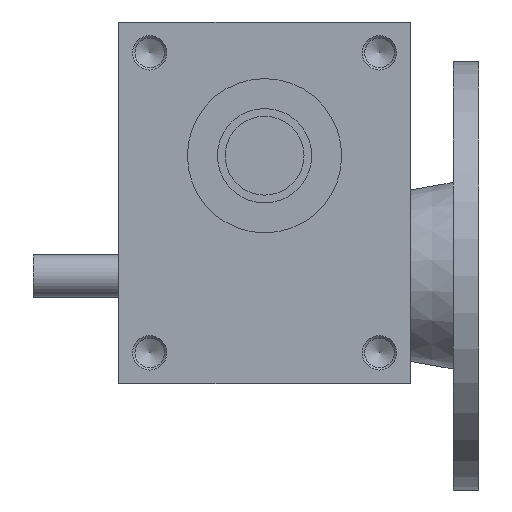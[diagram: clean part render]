
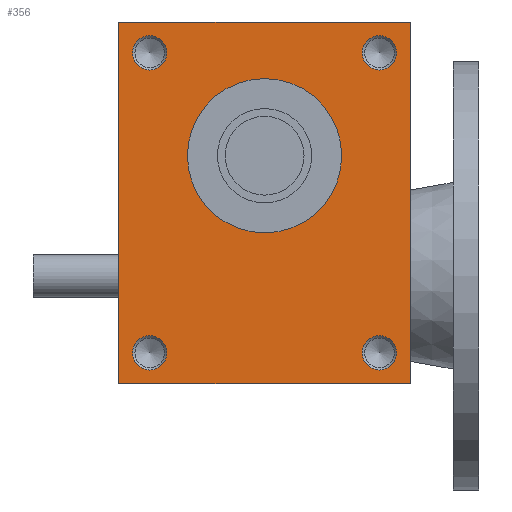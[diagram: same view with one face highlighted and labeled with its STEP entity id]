
A CAD part, front view. The second image highlights one B-rep face of the part: STEP entity #356.
In plain terms, the highlighted planar face has unit normal (0, -1, 0).
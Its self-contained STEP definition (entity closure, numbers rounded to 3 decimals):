
#356 = ADVANCED_FACE( '', ( #836, #837, #838, #839, #840, #841 ), #842, .F. );
#836 = FACE_BOUND( '', #1559, .T. );
#837 = FACE_BOUND( '', #1560, .T. );
#838 = FACE_BOUND( '', #1561, .T. );
#839 = FACE_BOUND( '', #1562, .T. );
#840 = FACE_BOUND( '', #1563, .T. );
#841 = FACE_OUTER_BOUND( '', #1564, .T. );
#842 = PLANE( '', #1565 );
#1559 = EDGE_LOOP( '', ( #2406 ) );
#1560 = EDGE_LOOP( '', ( #2407 ) );
#1561 = EDGE_LOOP( '', ( #2408 ) );
#1562 = EDGE_LOOP( '', ( #2409 ) );
#1563 = EDGE_LOOP( '', ( #2410 ) );
#1564 = EDGE_LOOP( '', ( #2411, #2412, #2413, #2414 ) );
#1565 = AXIS2_PLACEMENT_3D( '', #2415, #2416, #2417 );
#2406 = ORIENTED_EDGE( '', *, *, #3900, .F. );
#2407 = ORIENTED_EDGE( '', *, *, #3901, .F. );
#2408 = ORIENTED_EDGE( '', *, *, #3902, .F. );
#2409 = ORIENTED_EDGE( '', *, *, #3787, .F. );
#2410 = ORIENTED_EDGE( '', *, *, #3903, .T. );
#2411 = ORIENTED_EDGE( '', *, *, #3904, .T. );
#2412 = ORIENTED_EDGE( '', *, *, #3905, .F. );
#2413 = ORIENTED_EDGE( '', *, *, #3906, .F. );
#2414 = ORIENTED_EDGE( '', *, *, #3907, .T. );
#2415 = CARTESIAN_POINT( '', ( -85., -75., 105.5 ) );
#2416 = DIRECTION( '', ( 0., 1., 0. ) );
#2417 = DIRECTION( '', ( 0., 0., 1. ) );
#3787 = EDGE_CURVE( '', #4401, #4401, #4402, .T. );
#3900 = EDGE_CURVE( '', #4611, #4611, #4612, .T. );
#3901 = EDGE_CURVE( '', #4613, #4613, #4614, .T. );
#3902 = EDGE_CURVE( '', #4615, #4615, #4616, .T. );
#3903 = EDGE_CURVE( '', #4617, #4617, #4618, .T. );
#3904 = EDGE_CURVE( '', #4619, #4620, #4621, .T. );
#3905 = EDGE_CURVE( '', #4622, #4620, #4623, .T. );
#3906 = EDGE_CURVE( '', #4624, #4622, #4625, .T. );
#3907 = EDGE_CURVE( '', #4624, #4619, #4626, .T. );
#4401 = VERTEX_POINT( '', #5278 );
#4402 = CIRCLE( '', #5279, 10. );
#4611 = VERTEX_POINT( '', #5557 );
#4612 = CIRCLE( '', #5558, 10. );
#4613 = VERTEX_POINT( '', #5559 );
#4614 = CIRCLE( '', #5560, 10. );
#4615 = VERTEX_POINT( '', #5561 );
#4616 = CIRCLE( '', #5562, 10. );
#4617 = VERTEX_POINT( '', #5563 );
#4618 = CIRCLE( '', #5564, 45. );
#4619 = VERTEX_POINT( '', #5565 );
#4620 = VERTEX_POINT( '', #5566 );
#4621 = LINE( '', #5567, #5568 );
#4622 = VERTEX_POINT( '', #5569 );
#4623 = LINE( '', #5570, #5571 );
#4624 = VERTEX_POINT( '', #5572 );
#4625 = LINE( '', #5573, #5574 );
#4626 = LINE( '', #5575, #5576 );
#5278 = CARTESIAN_POINT( '', ( 67., -75., -97.5 ) );
#5279 = AXIS2_PLACEMENT_3D( '', #6407, #6408, #6409 );
#5557 = CARTESIAN_POINT( '', ( -67., -75., -97.5 ) );
#5558 = AXIS2_PLACEMENT_3D( '', #6578, #6579, #6580 );
#5559 = CARTESIAN_POINT( '', ( -67., -75., 77.5 ) );
#5560 = AXIS2_PLACEMENT_3D( '', #6581, #6582, #6583 );
#5561 = CARTESIAN_POINT( '', ( 67., -75., 77.5 ) );
#5562 = AXIS2_PLACEMENT_3D( '', #6584, #6585, #6586 );
#5563 = CARTESIAN_POINT( '', ( 45., -75., 27.5 ) );
#5564 = AXIS2_PLACEMENT_3D( '', #6587, #6588, #6589 );
#5565 = CARTESIAN_POINT( '', ( -85., -75., -105.5 ) );
#5566 = CARTESIAN_POINT( '', ( 85., -75., -105.5 ) );
#5567 = CARTESIAN_POINT( '', ( -85., -75., -105.5 ) );
#5568 = VECTOR( '', #6590, 1000. );
#5569 = CARTESIAN_POINT( '', ( 85., -75., 105.5 ) );
#5570 = CARTESIAN_POINT( '', ( 85., -75., 105.5 ) );
#5571 = VECTOR( '', #6591, 1000. );
#5572 = CARTESIAN_POINT( '', ( -85., -75., 105.5 ) );
#5573 = CARTESIAN_POINT( '', ( -85., -75., 105.5 ) );
#5574 = VECTOR( '', #6592, 1000. );
#5575 = CARTESIAN_POINT( '', ( -85., -75., 105.5 ) );
#5576 = VECTOR( '', #6593, 1000. );
#6407 = CARTESIAN_POINT( '', ( 67., -75., -87.5 ) );
#6408 = DIRECTION( '', ( 0., -1., 0. ) );
#6409 = DIRECTION( '', ( 0., 0., -1. ) );
#6578 = CARTESIAN_POINT( '', ( -67., -75., -87.5 ) );
#6579 = DIRECTION( '', ( 0., -1., 0. ) );
#6580 = DIRECTION( '', ( 0., 0., -1. ) );
#6581 = CARTESIAN_POINT( '', ( -67., -75., 87.5 ) );
#6582 = DIRECTION( '', ( 0., -1., 0. ) );
#6583 = DIRECTION( '', ( 0., 0., -1. ) );
#6584 = CARTESIAN_POINT( '', ( 67., -75., 87.5 ) );
#6585 = DIRECTION( '', ( 0., -1., 0. ) );
#6586 = DIRECTION( '', ( 0., 0., -1. ) );
#6587 = CARTESIAN_POINT( '', ( 0., -75., 27.5 ) );
#6588 = DIRECTION( '', ( 0., 1., 0. ) );
#6589 = DIRECTION( '', ( 1., 0., 0. ) );
#6590 = DIRECTION( '', ( 1., 0., 0. ) );
#6591 = DIRECTION( '', ( 0., 0., -1. ) );
#6592 = DIRECTION( '', ( 1., 0., 0. ) );
#6593 = DIRECTION( '', ( 0., 0., -1. ) );
